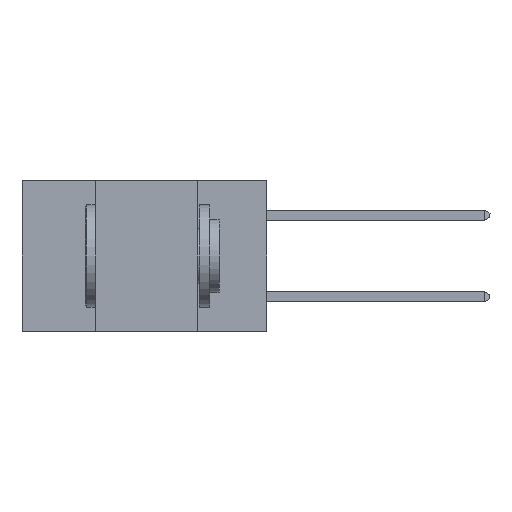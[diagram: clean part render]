
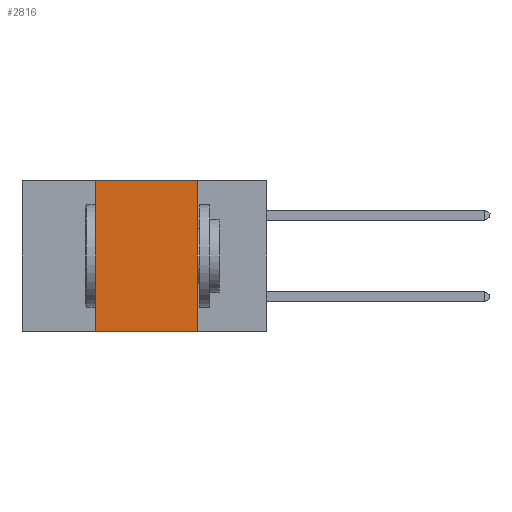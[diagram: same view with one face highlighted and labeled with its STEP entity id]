
A CAD part, left-side view. The second image highlights one B-rep face of the part: STEP entity #2816.
In plain terms, the highlighted planar face has unit normal (-1, 0, 0).
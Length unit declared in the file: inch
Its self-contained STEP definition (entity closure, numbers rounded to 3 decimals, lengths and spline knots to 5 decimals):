
#306 = LINE ( 'NONE', #885, #20620 ) ;
#885 = CARTESIAN_POINT ( 'NONE',  ( 0., 0.17, 0. ) ) ;
#1266 = EDGE_LOOP ( 'NONE', ( #18296, #16335, #16400, #16626 ) ) ;
#1513 = LINE ( 'NONE', #5200, #18085 ) ;
#2514 = DIRECTION ( 'NONE',  ( 0., 0., -1. ) ) ;
#2816 = ADVANCED_FACE ( 'NONE', ( #15254 ), #16563, .F. ) ;
#2970 = AXIS2_PLACEMENT_3D ( 'NONE', #16706, #16145, #16078 ) ;
#3270 = VECTOR ( 'NONE', #5372, 39.37008 ) ;
#5200 = CARTESIAN_POINT ( 'NONE',  ( 0., 0.6, -0.37 ) ) ;
#5372 = DIRECTION ( 'NONE',  ( 0., 0., 1. ) ) ;
#6859 = VERTEX_POINT ( 'NONE', #19353 ) ;
#6867 = DIRECTION ( 'NONE',  ( 0., -1., 0. ) ) ;
#7056 = CARTESIAN_POINT ( 'NONE',  ( 0., 0.42, -0.37 ) ) ;
#7140 = CARTESIAN_POINT ( 'NONE',  ( 0., 0.6, 0. ) ) ;
#8098 = EDGE_CURVE ( 'NONE', #17881, #8909, #306, .T. ) ;
#8113 = LINE ( 'NONE', #18139, #3270 ) ;
#8907 = VECTOR ( 'NONE', #18246, 39.37008 ) ;
#8909 = VERTEX_POINT ( 'NONE', #15764 ) ;
#10250 = EDGE_CURVE ( 'NONE', #14182, #6859, #8113, .T. ) ;
#12797 = EDGE_CURVE ( 'NONE', #6859, #17881, #17369, .T. ) ;
#13441 = EDGE_CURVE ( 'NONE', #14182, #8909, #1513, .T. ) ;
#14182 = VERTEX_POINT ( 'NONE', #7056 ) ;
#15254 = FACE_OUTER_BOUND ( 'NONE', #1266, .T. ) ;
#15764 = CARTESIAN_POINT ( 'NONE',  ( 0., 0.17, -0.37 ) ) ;
#16078 = DIRECTION ( 'NONE',  ( 0., 0., -1. ) ) ;
#16145 = DIRECTION ( 'NONE',  ( 1., 0., 0. ) ) ;
#16335 = ORIENTED_EDGE ( 'NONE', *, *, #12797, .F. ) ;
#16400 = ORIENTED_EDGE ( 'NONE', *, *, #10250, .F. ) ;
#16563 = PLANE ( 'NONE',  #2970 ) ;
#16626 = ORIENTED_EDGE ( 'NONE', *, *, #13441, .T. ) ;
#16706 = CARTESIAN_POINT ( 'NONE',  ( 0., 0.6, 0. ) ) ;
#17369 = LINE ( 'NONE', #7140, #8907 ) ;
#17881 = VERTEX_POINT ( 'NONE', #20698 ) ;
#18085 = VECTOR ( 'NONE', #6867, 39.37008 ) ;
#18139 = CARTESIAN_POINT ( 'NONE',  ( 0., 0.42, 0. ) ) ;
#18246 = DIRECTION ( 'NONE',  ( 0., -1., 0. ) ) ;
#18296 = ORIENTED_EDGE ( 'NONE', *, *, #8098, .F. ) ;
#19353 = CARTESIAN_POINT ( 'NONE',  ( 0., 0.42, 0. ) ) ;
#20620 = VECTOR ( 'NONE', #2514, 39.37008 ) ;
#20698 = CARTESIAN_POINT ( 'NONE',  ( 0., 0.17, 0. ) ) ;
